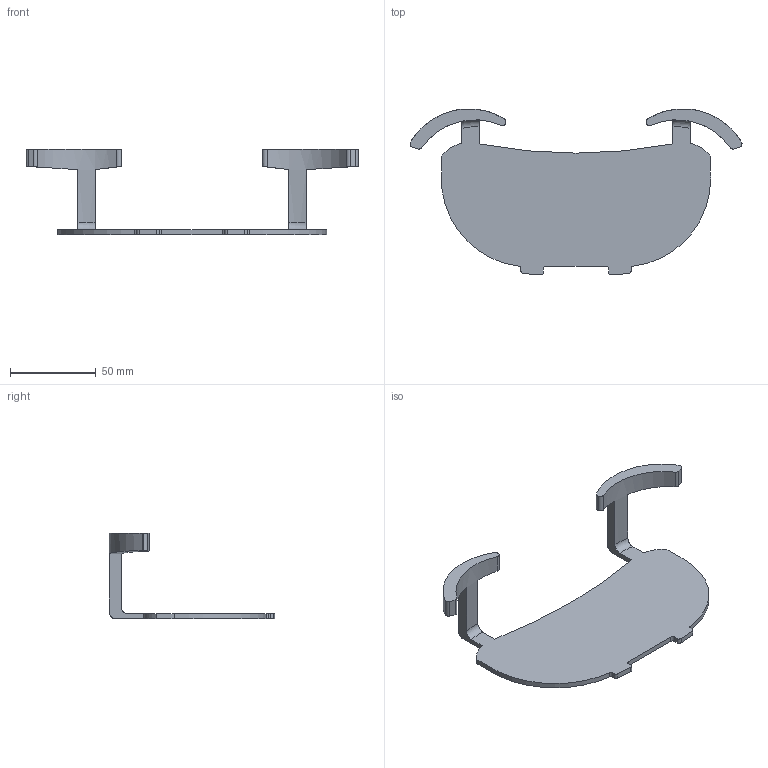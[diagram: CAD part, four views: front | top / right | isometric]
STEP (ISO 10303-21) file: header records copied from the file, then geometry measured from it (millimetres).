
FILE_DESCRIPTION (( 'STEP AP203' ), '1' );
FILE_NAME ('P26_Hat_Eyebrows.step', '2020-03-06T13:29:44', ( '' ), ( '' ), 'SwSTEP 2.0', 'SolidWorks 2018', '' );
FILE_SCHEMA (( 'CONFIG_CONTROL_DESIGN' ));
Length unit declared in the file: millimetre
Products named in the file (1): P26_Hat_Eyebrows
Bounding box: 193.08 x 96.53 x 50 mm (x, y, z)
Volume: 43747.9 mm3; surface area: 28180.6 mm2
Topology: 1 solids, 1 shells, 57 faces, 165 edges, 110 vertices
Faces by surface type: cylinder 28, plane 25, torus 4
Entity records: 2084 total; most frequent: CARTESIAN_POINT 521, ORIENTED_EDGE 330, DIRECTION 305, EDGE_CURVE 165, VERTEX_POINT 110, AXIS2_PLACEMENT_3D 108, LINE 89, VECTOR 89
